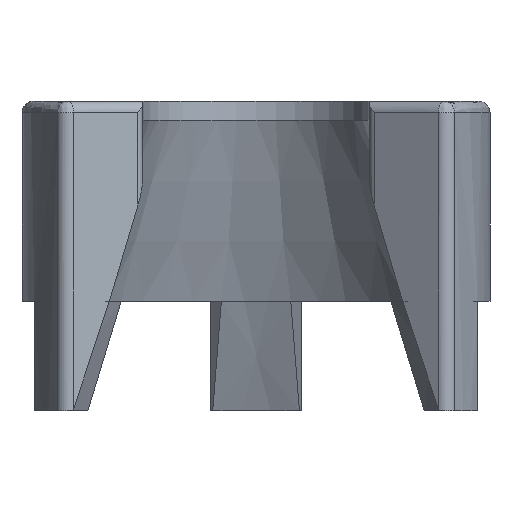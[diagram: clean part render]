
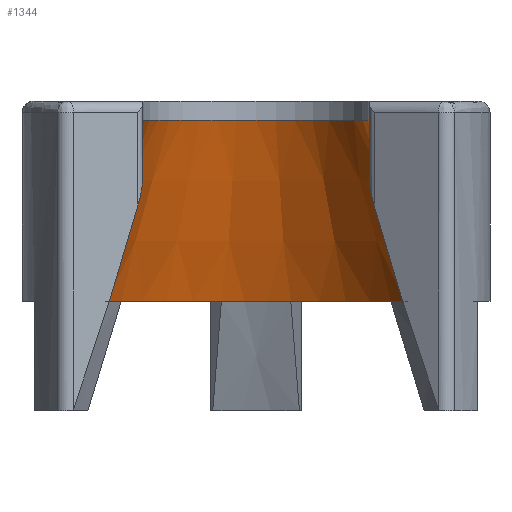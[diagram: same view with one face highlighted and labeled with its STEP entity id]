
A CAD part, front view. The second image highlights one B-rep face of the part: STEP entity #1344.
In plain terms, the highlighted conical face has half-angle 20 degrees and reference radius 3 mm.
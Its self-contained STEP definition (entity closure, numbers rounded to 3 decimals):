
#41 = CARTESIAN_POINT ( 'NONE',  ( 0., 0., -0.5 ) ) ;
#109 = DIRECTION ( 'NONE',  ( 0., 0., -1. ) ) ;
#168 = CARTESIAN_POINT ( 'NONE',  ( 3.874, 0., -2.9 ) ) ;
#191 = VERTEX_POINT ( 'NONE', #1150 ) ;
#242 = DIRECTION ( 'NONE',  ( 0., 0., -1. ) ) ;
#245 = DIRECTION ( 'NONE',  ( 0., 0., -1. ) ) ;
#246 = ORIENTED_EDGE ( 'NONE', *, *, #972, .T. ) ;
#248 = ORIENTED_EDGE ( 'NONE', *, *, #2058, .T. ) ;
#252 = ORIENTED_EDGE ( 'NONE', *, *, #1004, .T. ) ;
#276 = CARTESIAN_POINT ( 'NONE',  ( 4.494, 1.53, -5.3 ) ) ;
#278 = DIRECTION ( 'NONE',  ( -1., 0., 0. ) ) ;
#298 = AXIS2_PLACEMENT_3D ( 'NONE', #641, #109, #278 ) ;
#352 = ORIENTED_EDGE ( 'NONE', *, *, #364, .F. ) ;
#364 = EDGE_CURVE ( 'NONE', #1624, #1091, #2244, .T. ) ;
#407 = CARTESIAN_POINT ( 'NONE',  ( 0., 0., -5.3 ) ) ;
#425 = DIRECTION ( 'NONE',  ( 1., 0., 0. ) ) ;
#448 = ORIENTED_EDGE ( 'NONE', *, *, #1650, .T. ) ;
#452 = AXIS2_PLACEMENT_3D ( 'NONE', #1766, #704, #1944 ) ;
#469 = CARTESIAN_POINT ( 'NONE',  ( 0.922, 4.657, -5.3 ) ) ;
#549 = CARTESIAN_POINT ( 'NONE',  ( -3., 0., -0.5 ) ) ;
#574 = DIRECTION ( 'NONE',  ( -1., 0., 0. ) ) ;
#641 = CARTESIAN_POINT ( 'NONE',  ( 0., 0., -5.3 ) ) ;
#642 = VERTEX_POINT ( 'NONE', #819 ) ;
#671 = CIRCLE ( 'NONE', #1058, 4.747 ) ;
#674 = CARTESIAN_POINT ( 'NONE',  ( 4.747, 0., -5.3 ) ) ;
#704 = DIRECTION ( 'NONE',  ( 0., 0., -1. ) ) ;
#781 = AXIS2_PLACEMENT_3D ( 'NONE', #2101, #2148, #1084 ) ;
#800 = AXIS2_PLACEMENT_3D ( 'NONE', #1328, #245, #1485 ) ;
#819 = CARTESIAN_POINT ( 'NONE',  ( -3.572, 3.127, -5.3 ) ) ;
#841 = EDGE_CURVE ( 'NONE', #1306, #642, #671, .T. ) ;
#844 = ORIENTED_EDGE ( 'NONE', *, *, #841, .T. ) ;
#848 = VERTEX_POINT ( 'NONE', #674 ) ;
#859 = CARTESIAN_POINT ( 'NONE',  ( -4.747, 0., -5.3 ) ) ;
#892 = ORIENTED_EDGE ( 'NONE', *, *, #2203, .T. ) ;
#911 = CARTESIAN_POINT ( 'NONE',  ( 0., 0., -5.3 ) ) ;
#915 = CIRCLE ( 'NONE', #452, 4.747 ) ;
#967 = LINE ( 'NONE', #1315, #1909 ) ;
#972 = EDGE_CURVE ( 'NONE', #191, #1469, #1756, .T. ) ;
#1004 = EDGE_CURVE ( 'NONE', #1746, #1306, #1237, .T. ) ;
#1034 = VERTEX_POINT ( 'NONE', #1427 ) ;
#1058 = AXIS2_PLACEMENT_3D ( 'NONE', #911, #1688, #1342 ) ;
#1076 = CARTESIAN_POINT ( 'NONE',  ( 0., 0., -5.3 ) ) ;
#1081 = CONICAL_SURFACE ( 'NONE', #1550, 3., 0.349 ) ;
#1084 = DIRECTION ( 'NONE',  ( -1., 0., 0. ) ) ;
#1091 = VERTEX_POINT ( 'NONE', #2251 ) ;
#1142 = FACE_OUTER_BOUND ( 'NONE', #2252, .T. ) ;
#1147 = ORIENTED_EDGE ( 'NONE', *, *, #1533, .T. ) ;
#1150 = CARTESIAN_POINT ( 'NONE',  ( 3.574, 3.124, -5.3 ) ) ;
#1237 = CIRCLE ( 'NONE', #781, 4.747 ) ;
#1261 = DIRECTION ( 'NONE',  ( -1., 0., 0. ) ) ;
#1306 = VERTEX_POINT ( 'NONE', #1308 ) ;
#1308 = CARTESIAN_POINT ( 'NONE',  ( -4.493, 1.533, -5.3 ) ) ;
#1313 = DIRECTION ( 'NONE',  ( 0., 0., -1. ) ) ;
#1315 = CARTESIAN_POINT ( 'NONE',  ( -3.868, 0., -2.886 ) ) ;
#1328 = CARTESIAN_POINT ( 'NONE',  ( 0., 0., -5.3 ) ) ;
#1342 = DIRECTION ( 'NONE',  ( -1., 0., 0. ) ) ;
#1344 = ADVANCED_FACE ( 'NONE', ( #1142 ), #1081, .F. ) ;
#1372 = VERTEX_POINT ( 'NONE', #469 ) ;
#1427 = CARTESIAN_POINT ( 'NONE',  ( -0.919, 4.657, -5.3 ) ) ;
#1440 = ORIENTED_EDGE ( 'NONE', *, *, #1921, .F. ) ;
#1469 = VERTEX_POINT ( 'NONE', #276 ) ;
#1485 = DIRECTION ( 'NONE',  ( -1., 0., 0. ) ) ;
#1527 = VECTOR ( 'NONE', #1955, 1000. ) ;
#1533 = EDGE_CURVE ( 'NONE', #1372, #191, #915, .T. ) ;
#1538 = AXIS2_PLACEMENT_3D ( 'NONE', #1076, #2313, #1261 ) ;
#1550 = AXIS2_PLACEMENT_3D ( 'NONE', #41, #1313, #1915 ) ;
#1565 = AXIS2_PLACEMENT_3D ( 'NONE', #2208, #242, #425 ) ;
#1624 = VERTEX_POINT ( 'NONE', #549 ) ;
#1643 = DIRECTION ( 'NONE',  ( 0., 0., -1. ) ) ;
#1650 = EDGE_CURVE ( 'NONE', #1034, #1372, #2169, .T. ) ;
#1663 = DIRECTION ( 'NONE',  ( 0.342, 0., 0.94 ) ) ;
#1688 = DIRECTION ( 'NONE',  ( 0., 0., -1. ) ) ;
#1728 = ORIENTED_EDGE ( 'NONE', *, *, #2000, .T. ) ;
#1737 = CIRCLE ( 'NONE', #1538, 4.747 ) ;
#1746 = VERTEX_POINT ( 'NONE', #859 ) ;
#1756 = CIRCLE ( 'NONE', #298, 4.747 ) ;
#1766 = CARTESIAN_POINT ( 'NONE',  ( 0., 0., -5.3 ) ) ;
#1876 = AXIS2_PLACEMENT_3D ( 'NONE', #407, #1643, #574 ) ;
#1909 = VECTOR ( 'NONE', #1663, 1000. ) ;
#1915 = DIRECTION ( 'NONE',  ( -1., 0., 0. ) ) ;
#1921 = EDGE_CURVE ( 'NONE', #1746, #1624, #967, .T. ) ;
#1944 = DIRECTION ( 'NONE',  ( -1., 0., 0. ) ) ;
#1955 = DIRECTION ( 'NONE',  ( -0.342, 0., 0.94 ) ) ;
#2000 = EDGE_CURVE ( 'NONE', #1469, #848, #1737, .T. ) ;
#2020 = LINE ( 'NONE', #168, #1527 ) ;
#2058 = EDGE_CURVE ( 'NONE', #642, #1034, #2095, .T. ) ;
#2095 = CIRCLE ( 'NONE', #800, 4.747 ) ;
#2101 = CARTESIAN_POINT ( 'NONE',  ( 0., 0., -5.3 ) ) ;
#2148 = DIRECTION ( 'NONE',  ( 0., 0., -1. ) ) ;
#2169 = CIRCLE ( 'NONE', #1876, 4.747 ) ;
#2203 = EDGE_CURVE ( 'NONE', #848, #1091, #2020, .T. ) ;
#2208 = CARTESIAN_POINT ( 'NONE',  ( 0., 0., -0.5 ) ) ;
#2244 = CIRCLE ( 'NONE', #1565, 3. ) ;
#2251 = CARTESIAN_POINT ( 'NONE',  ( 3., 0., -0.5 ) ) ;
#2252 = EDGE_LOOP ( 'NONE', ( #246, #1728, #892, #352, #1440, #252, #844, #248, #448, #1147 ) ) ;
#2313 = DIRECTION ( 'NONE',  ( 0., 0., -1. ) ) ;
